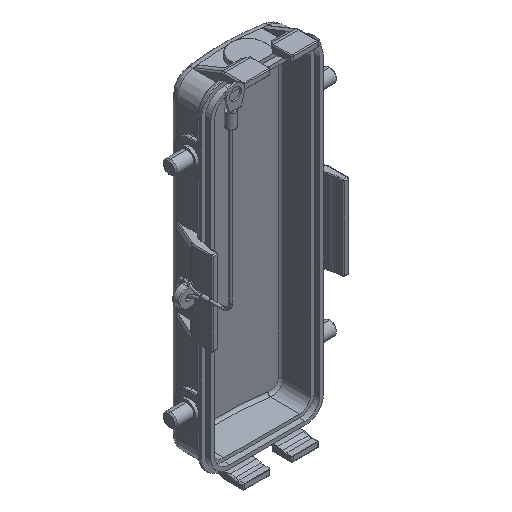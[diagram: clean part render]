
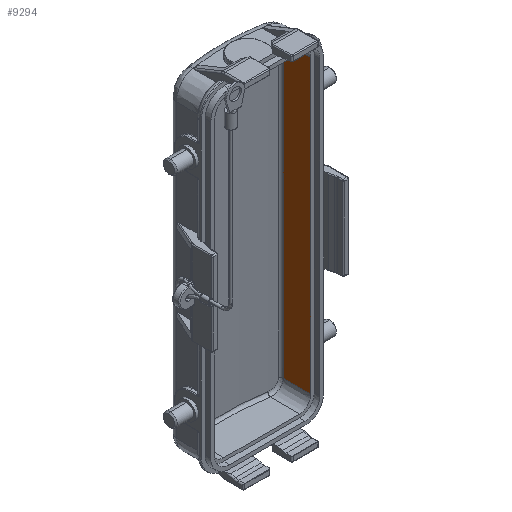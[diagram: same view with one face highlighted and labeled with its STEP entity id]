
A CAD part, isometric view. The second image highlights one B-rep face of the part: STEP entity #9294.
In plain terms, the highlighted planar face has unit normal (-1, -0.009, 0).
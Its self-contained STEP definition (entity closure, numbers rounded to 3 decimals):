
#1828 = CARTESIAN_POINT ( 'NONE',  ( 17.55, -8., 51.95 ) ) ;
#1851 = CARTESIAN_POINT ( 'NONE',  ( 17.464, 1.814, 51.95 ) ) ;
#3723 = LINE ( 'NONE', #3724, #14645 ) ;
#3724 = CARTESIAN_POINT ( 'NONE',  ( 17.464, 1.814, -61.153 ) ) ;
#3725 = DIRECTION ( 'NONE',  ( 0., 0., 1. ) ) ;
#5541 = ORIENTED_EDGE ( 'NONE', *, *, #12554, .T. ) ;
#5571 = ORIENTED_EDGE ( 'NONE', *, *, #12559, .F. ) ;
#5629 = ORIENTED_EDGE ( 'NONE', *, *, #12590, .F. ) ;
#5633 = ORIENTED_EDGE ( 'NONE', *, *, #12551, .F. ) ;
#6272 = CARTESIAN_POINT ( 'NONE',  ( 17.464, 1.814, -51.95 ) ) ;
#6491 = CARTESIAN_POINT ( 'NONE',  ( 17.55, -8., -51.95 ) ) ;
#9294 = ADVANCED_FACE ( 'NONE', ( #20379 ), #14932, .F. ) ;
#12551 = EDGE_CURVE ( 'NONE', #21073, #21032, #19914, .T. ) ;
#12554 = EDGE_CURVE ( 'NONE', #20685, #21032, #18778, .T. ) ;
#12559 = EDGE_CURVE ( 'NONE', #21173, #21073, #20045, .T. ) ;
#12590 = EDGE_CURVE ( 'NONE', #20685, #21173, #3723, .T. ) ;
#14645 = VECTOR ( 'NONE', #3725, 1000. ) ;
#14662 = VECTOR ( 'NONE', #20047, 1000. ) ;
#14665 = VECTOR ( 'NONE', #19916, 1000. ) ;
#14932 = PLANE ( 'NONE',  #20371 ) ;
#14933 = CARTESIAN_POINT ( 'NONE',  ( 17.55, -8., -61.153 ) ) ;
#14934 = DIRECTION ( 'NONE',  ( 1., 0.009, 0. ) ) ;
#14935 = DIRECTION ( 'NONE',  ( -0.009, 1., 0. ) ) ;
#18778 = B_SPLINE_CURVE_WITH_KNOTS ( 'NONE', 3,
 ( #19995, #19996, #19997, #19998 ),
 .UNSPECIFIED., .F., .F.,
 ( 4, 4 ),
 ( 0., 1. ),
 .UNSPECIFIED. ) ;
#19914 = LINE ( 'NONE', #19915, #14665 ) ;
#19915 = CARTESIAN_POINT ( 'NONE',  ( 17.55, -8., 0. ) ) ;
#19916 = DIRECTION ( 'NONE',  ( 0., 0., -1. ) ) ;
#19995 = CARTESIAN_POINT ( 'NONE',  ( 17.464, 1.814, -51.95 ) ) ;
#19996 = CARTESIAN_POINT ( 'NONE',  ( 17.493, -1.458, -51.95 ) ) ;
#19997 = CARTESIAN_POINT ( 'NONE',  ( 17.521, -4.729, -51.95 ) ) ;
#19998 = CARTESIAN_POINT ( 'NONE',  ( 17.55, -8., -51.95 ) ) ;
#20045 = LINE ( 'NONE', #20046, #14662 ) ;
#20046 = CARTESIAN_POINT ( 'NONE',  ( 17.55, -8., 51.95 ) ) ;
#20047 = DIRECTION ( 'NONE',  ( 0.009, -1., 0. ) ) ;
#20371 = AXIS2_PLACEMENT_3D ( 'NONE', #14933, #14934, #14935 ) ;
#20379 = FACE_OUTER_BOUND ( 'NONE', #20909, .T. ) ;
#20685 = VERTEX_POINT ( 'NONE', #6272 ) ;
#20909 = EDGE_LOOP ( 'NONE', ( #5541, #5633, #5571, #5629 ) ) ;
#21032 = VERTEX_POINT ( 'NONE', #6491 ) ;
#21073 = VERTEX_POINT ( 'NONE', #1828 ) ;
#21173 = VERTEX_POINT ( 'NONE', #1851 ) ;
